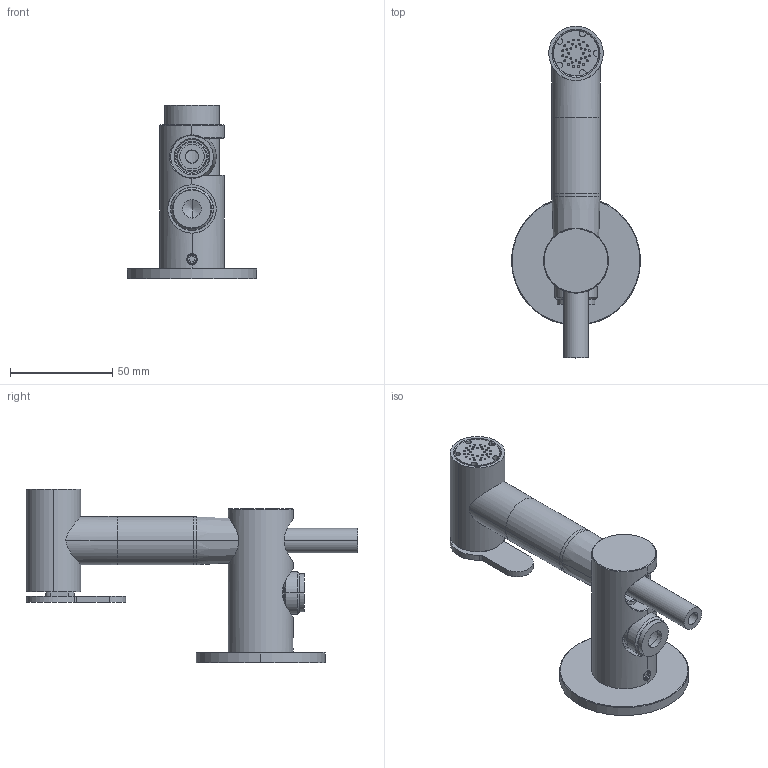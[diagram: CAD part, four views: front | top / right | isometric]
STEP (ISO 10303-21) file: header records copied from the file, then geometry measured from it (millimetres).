
FILE_DESCRIPTION((''),'2;1');
FILE_NAME('ID022_ASM','2020-05-03T09:31:31',('fabis'),(''),'CREO PARAMETRIC BY PTC INC, 2018190','CREO PARAMETRIC BY PTC INC, 2018190','');
FILE_SCHEMA(('CONFIG_CONTROL_DESIGN','SHAPE_APPEARANCE_LAYERS_GROUPS'));
Length unit declared in the file: millimetre
Products named in the file (19): RR035; CO002; RC067; GU211; AC389; AC390; AC391; AC392; AC388-6; AC393; AC394; LV049_ASM; AC388-5; AC388-4_AF0; OR177; DC055_ASM; VG291; NCFS056-AS; ID022_ASM
Assembly tree (18 placements, depth 4):
  ID022_ASM
    RR035
    CO002
    RC067
    GU211
    DC055_ASM
      AC389
      AC390
      AC391
      AC392
      AC388-6
      LV049_ASM
        AC393
        AC394
      AC388-5
      AC388-4_AF0
      OR177
    VG291
    NCFS056-AS
Bounding box: 63 x 161.94 x 84.5 mm (x, y, z)
Volume: 100196.9 mm3; surface area: 63871.4 mm2
Topology: 16 solids, 26 shells, 496 faces, 1182 edges, 738 vertices
Faces by surface type: cylinder 168, cone 141, plane 138, torus 38, bspline 10, sphere 1
Entity records: 22186 total; most frequent: CARTESIAN_POINT 3784, DIRECTION 2807, ORIENTED_EDGE 2320, PRESENTATION_STYLE_ASSIGNMENT 1513, STYLED_ITEM 1505, CURVE_STYLE 1180, EDGE_CURVE 1180, AXIS2_PLACEMENT_3D 1167
